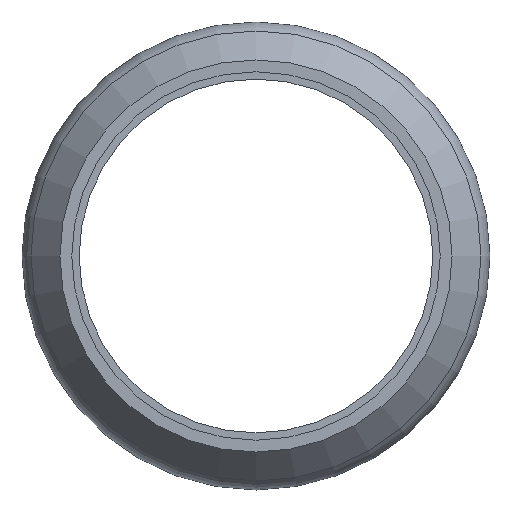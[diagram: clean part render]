
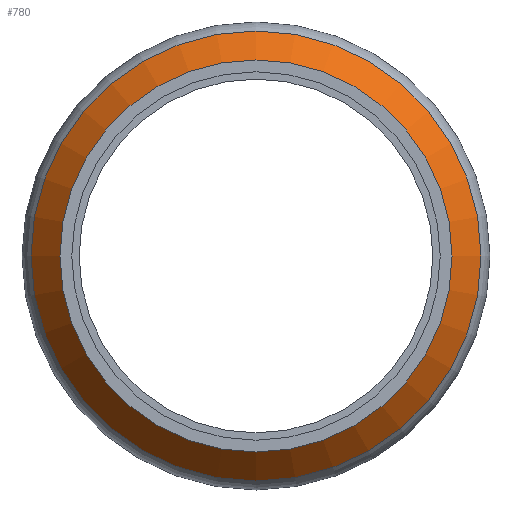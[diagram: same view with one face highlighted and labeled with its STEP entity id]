
A CAD part, left-side view. The second image highlights one B-rep face of the part: STEP entity #780.
In plain terms, the highlighted conical face has half-angle 40 degrees and reference radius 28.564 mm.
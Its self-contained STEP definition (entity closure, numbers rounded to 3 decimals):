
#57=CONICAL_SURFACE('',#883,28.564,0.698);
#148=FACE_OUTER_BOUND('',#201,.T.);
#201=EDGE_LOOP('',(#607,#608,#609,#610,#611));
#241=LINE('',#1290,#262);
#262=VECTOR('',#1064,28.564);
#296=CIRCLE('',#869,26.6);
#306=CIRCLE('',#884,30.529);
#307=CIRCLE('',#885,30.529);
#360=VERTEX_POINT('',#1260);
#369=VERTEX_POINT('',#1287);
#370=VERTEX_POINT('',#1288);
#443=EDGE_CURVE('',#360,#360,#296,.T.);
#456=EDGE_CURVE('',#369,#370,#306,.T.);
#457=EDGE_CURVE('',#369,#360,#241,.T.);
#458=EDGE_CURVE('',#370,#369,#307,.T.);
#607=ORIENTED_EDGE('',*,*,#456,.F.);
#608=ORIENTED_EDGE('',*,*,#457,.T.);
#609=ORIENTED_EDGE('',*,*,#443,.T.);
#610=ORIENTED_EDGE('',*,*,#457,.F.);
#611=ORIENTED_EDGE('',*,*,#458,.F.);
#780=ADVANCED_FACE('',(#148),#57,.T.);
#869=AXIS2_PLACEMENT_3D('',#1261,#1029,#1030);
#883=AXIS2_PLACEMENT_3D('',#1286,#1060,#1061);
#884=AXIS2_PLACEMENT_3D('',#1289,#1062,#1063);
#885=AXIS2_PLACEMENT_3D('',#1291,#1065,#1066);
#1029=DIRECTION('center_axis',(1.,0.,0.));
#1030=DIRECTION('ref_axis',(0.,0.,
-1.));
#1060=DIRECTION('center_axis',(1.,0.,0.));
#1061=DIRECTION('ref_axis',(0.,1.,0.));
#1062=DIRECTION('center_axis',(1.,0.,0.));
#1063=DIRECTION('ref_axis',(0.,0.,
-1.));
#1064=DIRECTION('',(-0.766,0.643,0.));
#1065=DIRECTION('center_axis',(1.,0.,0.));
#1066=DIRECTION('ref_axis',(0.,0.,
-1.));
#1260=CARTESIAN_POINT('',(-34.45,-26.6,0.));
#1261=CARTESIAN_POINT('Origin',(-34.45,0.,0.));
#1286=CARTESIAN_POINT('Origin',(-32.109,0.,
0.));
#1287=CARTESIAN_POINT('',(-29.768,-30.529,0.));
#1288=CARTESIAN_POINT('',(-29.768,0.,30.529));
#1289=CARTESIAN_POINT('Origin',(-29.768,0.,
0.));
#1290=CARTESIAN_POINT('',(-32.109,-28.564,0.));
#1291=CARTESIAN_POINT('Origin',(-29.768,0.,
0.));
